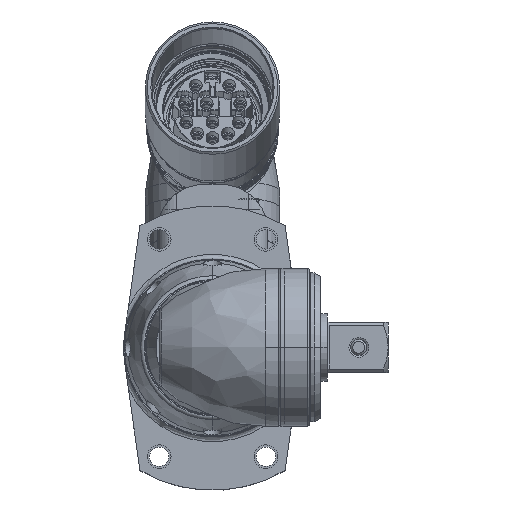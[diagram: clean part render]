
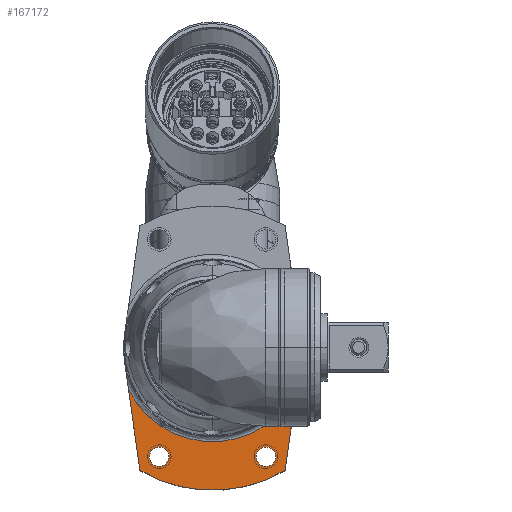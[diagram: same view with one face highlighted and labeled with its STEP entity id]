
A CAD part, top view. The second image highlights one B-rep face of the part: STEP entity #167172.
In plain terms, the highlighted planar face has unit normal (0, 0, 1).
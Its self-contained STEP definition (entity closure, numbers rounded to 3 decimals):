
#160177=CARTESIAN_POINT('',(0.,0.,-31.5));
#160178=DIRECTION('',(0.,0.,-1.));
#160179=DIRECTION('',(0.896,-0.443,0.));
#160180=AXIS2_PLACEMENT_3D('',#160177,#160178,#160179);
#160275=DIRECTION('',(0.139,0.99,0.));
#160276=VECTOR('',#160275,20.657);
#160277=CARTESIAN_POINT('',(18.37,-30.96,-31.5));
#160278=LINE('',#160277,#160276);
#160282=DIRECTION('',(-0.139,0.99,0.));
#160283=VECTOR('',#160282,20.657);
#160284=CARTESIAN_POINT('',(-18.37,-30.96,-31.5));
#160285=LINE('',#160284,#160283);
#160305=CARTESIAN_POINT('',(-13.5,-27.5,-31.5));
#160306=DIRECTION('',(0.,0.,1.));
#160307=DIRECTION('',(1.,0.,0.));
#160308=AXIS2_PLACEMENT_3D('',#160305,#160306,#160307);
#160313=CARTESIAN_POINT('',(-13.5,-27.5,-31.5));
#160314=DIRECTION('',(0.,0.,1.));
#160315=DIRECTION('',(-1.,0.,0.));
#160316=AXIS2_PLACEMENT_3D('',#160313,#160314,#160315);
#160337=CARTESIAN_POINT('',(13.5,-27.5,-31.5));
#160338=DIRECTION('',(0.,0.,1.));
#160339=DIRECTION('',(1.,0.,0.));
#160340=AXIS2_PLACEMENT_3D('',#160337,#160338,#160339);
#160345=CARTESIAN_POINT('',(13.5,-27.5,-31.5));
#160346=DIRECTION('',(0.,0.,1.));
#160347=DIRECTION('',(-1.,0.,0.));
#160348=AXIS2_PLACEMENT_3D('',#160345,#160346,#160347);
#160360=CARTESIAN_POINT('',(0.,0.,-31.5));
#160361=DIRECTION('',(0.,0.,1.));
#160362=DIRECTION('',(-0.51,-0.86,0.));
#160363=AXIS2_PLACEMENT_3D('',#160360,#160361,#160362);
#165720=CARTESIAN_POINT('',(-18.37,-30.96,-31.5));
#165721=VERTEX_POINT('',#165720);
#165728=CARTESIAN_POINT('',(18.37,-30.96,-31.5));
#165729=CARTESIAN_POINT('',(21.245,-10.505,-31.5));
#165730=VERTEX_POINT('',#165728);
#165731=VERTEX_POINT('',#165729);
#165732=CARTESIAN_POINT('',(-21.245,-10.505,-31.5));
#165733=VERTEX_POINT('',#165732);
#166705=CARTESIAN_POINT('',(-11.042,-27.5,-31.5));
#166706=CARTESIAN_POINT('',(-15.959,-27.5,-31.5));
#166707=VERTEX_POINT('',#166705);
#166708=VERTEX_POINT('',#166706);
#166721=CARTESIAN_POINT('',(15.959,-27.5,-31.5));
#166722=CARTESIAN_POINT('',(11.042,-27.5,-31.5));
#166723=VERTEX_POINT('',#166721);
#166724=VERTEX_POINT('',#166722);
#167147=CARTESIAN_POINT('',(0.,0.,-31.5));
#167148=DIRECTION('',(0.,0.,1.));
#167149=DIRECTION('',(0.,1.,0.));
#167150=AXIS2_PLACEMENT_3D('',#167147,#167148,#167149);
#167151=PLANE('',#167150);
#167153=ORIENTED_EDGE('',*,*,#167152,.F.);
#167155=ORIENTED_EDGE('',*,*,#167154,.F.);
#167156=ORIENTED_EDGE('',*,*,#167114,.T.);
#167157=ORIENTED_EDGE('',*,*,#167064,.F.);
#167158=EDGE_LOOP('',(#167153,#167155,#167156,#167157));
#167159=FACE_OUTER_BOUND('',#167158,.F.);
#167161=ORIENTED_EDGE('',*,*,#167160,.T.);
#167163=ORIENTED_EDGE('',*,*,#167162,.T.);
#167164=EDGE_LOOP('',(#167161,#167163));
#167165=FACE_BOUND('',#167164,.F.);
#167167=ORIENTED_EDGE('',*,*,#167166,.T.);
#167169=ORIENTED_EDGE('',*,*,#167168,.T.);
#167170=EDGE_LOOP('',(#167167,#167169));
#167171=FACE_BOUND('',#167170,.F.);
#167172=ADVANCED_FACE('',(#167159,#167165,#167171),#167151,.T.);
#160181=CIRCLE('',#160180,23.7);
#160309=CIRCLE('',#160308,2.459);
#160317=CIRCLE('',#160316,2.459);
#160341=CIRCLE('',#160340,2.459);
#160349=CIRCLE('',#160348,2.459);
#160364=CIRCLE('',#160363,36.);
#167064=EDGE_CURVE('',#165731,#165733,#160181,.T.);
#167114=EDGE_CURVE('',#165721,#165733,#160285,.T.);
#167152=EDGE_CURVE('',#165730,#165731,#160278,.T.);
#167154=EDGE_CURVE('',#165721,#165730,#160364,.T.);
#167160=EDGE_CURVE('',#166707,#166708,#160309,.T.);
#167162=EDGE_CURVE('',#166708,#166707,#160317,.T.);
#167166=EDGE_CURVE('',#166723,#166724,#160341,.T.);
#167168=EDGE_CURVE('',#166724,#166723,#160349,.T.);
